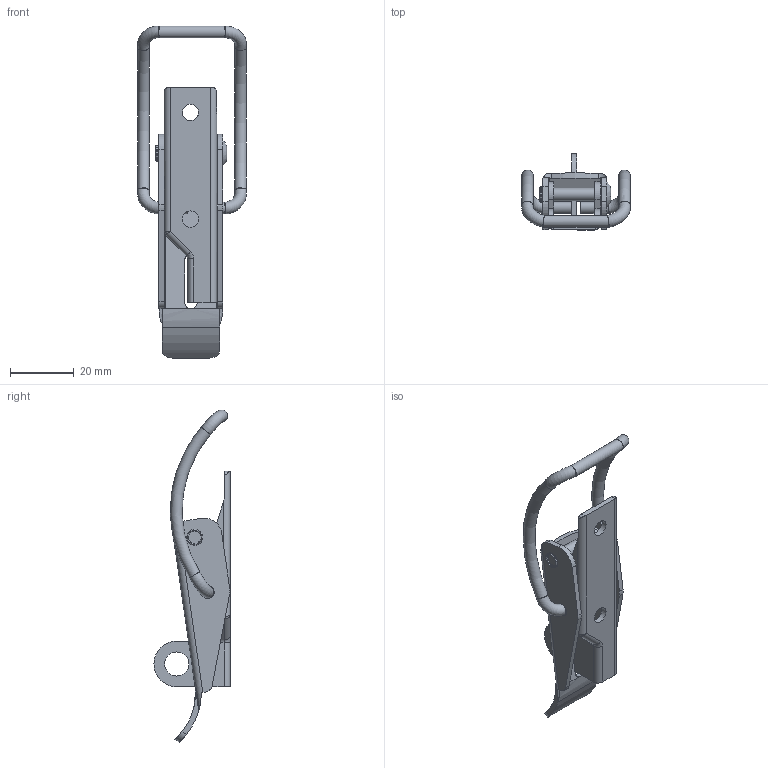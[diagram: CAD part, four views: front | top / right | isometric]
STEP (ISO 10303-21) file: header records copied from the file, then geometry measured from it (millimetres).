
FILE_DESCRIPTION(/* description */ (''),/* implementation_level */ '2;1');
FILE_NAME(/* name */ 'HL104-P.stp',/* time_stamp */ '2019-10-08T14:14:13+01:00',/* author */ ('RWilson'),/* organization */ (''),/* preprocessor_version */ 'ST-DEVELOPER v16.13',/* originating_system */ 'Autodesk Inventor 2018',/* authorisation */ '');
FILE_SCHEMA (('AUTOMOTIVE_DESIGN { 1 0 10303 214 3 1 1 }'));
Length unit declared in the file: millimetre
Products named in the file (5): 30-670MSZN_STEP; 570BMS; 2112ALSS; 602CSS; 506-2SS in Assembly
Assembly tree (4 placements, depth 2):
  30-670MSZN_STEP
    570BMS
    2112ALSS
    602CSS
    506-2SS in Assembly
Bounding box: 34.12 x 23.81 x 103.9 mm (x, y, z)
Volume: 8587.5 mm3; surface area: 11064.5 mm2
Topology: 5 solids, 5 shells, 145 faces, 374 edges, 234 vertices
Faces by surface type: cylinder 75, plane 53, torus 11, bspline 5, sphere 1
Full cylindrical faces by diameter (mm): 3.7 x3, 3.96 x1, 3.966 x1, 4.013 x4, 4.064 x2, 5 x1, 5.105 x2, 7.541 x1
Entity records: 5118 total; most frequent: CARTESIAN_POINT 1467, DIRECTION 751, ORIENTED_EDGE 680, EDGE_CURVE 340, AXIS2_PLACEMENT_3D 298, VERTEX_POINT 227, EDGE_LOOP 189, LINE 155
